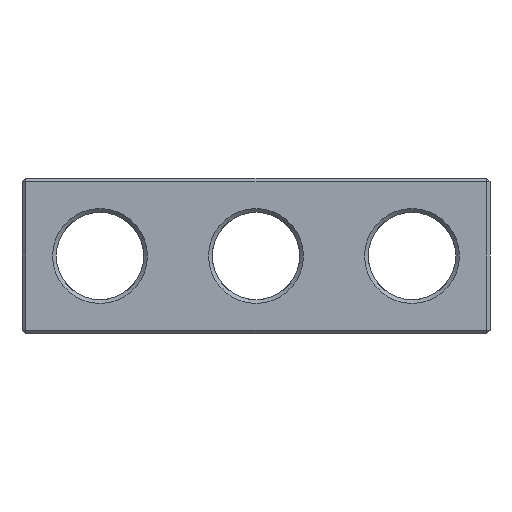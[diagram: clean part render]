
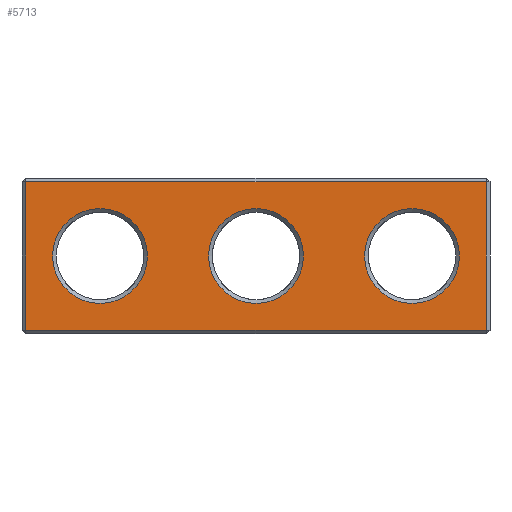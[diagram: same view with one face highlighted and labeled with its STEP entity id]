
A CAD part, front view. The second image highlights one B-rep face of the part: STEP entity #5713.
In plain terms, the highlighted planar face has unit normal (0, -1, 0).
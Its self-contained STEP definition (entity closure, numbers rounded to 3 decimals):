
#843 = PLANE('',#844);
#844 = AXIS2_PLACEMENT_3D('',#845,#846,#847);
#845 = CARTESIAN_POINT('',(-18.75,-6.1,0.15));
#846 = DIRECTION('',(0.,0.707,0.707));
#847 = DIRECTION('',(1.,0.,0.));
#1192 = PLANE('',#1193);
#1193 = AXIS2_PLACEMENT_3D('',#1194,#1195,#1196);
#1194 = CARTESIAN_POINT('',(-18.75,-6.1,12.35));
#1195 = DIRECTION('',(0.,-0.707,0.707));
#1196 = DIRECTION('',(1.,0.,0.));
#2058 = PLANE('',#2059);
#2059 = AXIS2_PLACEMENT_3D('',#2060,#2061,#2062);
#2060 = CARTESIAN_POINT('',(-18.6,-6.1,0.));
#2061 = DIRECTION('',(-0.707,-0.707,0.));
#2062 = DIRECTION('',(0.,0.,1.));
#2420 = VERTEX_POINT('',#2421);
#2421 = CARTESIAN_POINT('',(-18.45,-6.25,0.3));
#2447 = EDGE_CURVE('',#2420,#2448,#2450,.T.);
#2448 = VERTEX_POINT('',#2449);
#2449 = CARTESIAN_POINT('',(18.45,-6.25,0.3));
#2450 = SURFACE_CURVE('',#2451,(#2455,#2462),.PCURVE_S1.);
#2451 = LINE('',#2452,#2453);
#2452 = CARTESIAN_POINT('',(-18.75,-6.25,0.3));
#2453 = VECTOR('',#2454,1.);
#2454 = DIRECTION('',(1.,0.,0.));
#2455 = PCURVE('',#843,#2456);
#2456 = DEFINITIONAL_REPRESENTATION('',(#2457),#2461);
#2457 = LINE('',#2458,#2459);
#2458 = CARTESIAN_POINT('',(0.,-0.212));
#2459 = VECTOR('',#2460,1.);
#2460 = DIRECTION('',(1.,0.));
#2461 = ( GEOMETRIC_REPRESENTATION_CONTEXT(2) 
PARAMETRIC_REPRESENTATION_CONTEXT() REPRESENTATION_CONTEXT('2D SPACE',''
  ) );
#2462 = PCURVE('',#2463,#2468);
#2463 = PLANE('',#2464);
#2464 = AXIS2_PLACEMENT_3D('',#2465,#2466,#2467);
#2465 = CARTESIAN_POINT('',(-18.75,-6.25,0.));
#2466 = DIRECTION('',(0.,1.,0.));
#2467 = DIRECTION('',(1.,0.,0.));
#2468 = DEFINITIONAL_REPRESENTATION('',(#2469),#2473);
#2469 = LINE('',#2470,#2471);
#2470 = CARTESIAN_POINT('',(0.,-0.3));
#2471 = VECTOR('',#2472,1.);
#2472 = DIRECTION('',(1.,0.));
#2473 = ( GEOMETRIC_REPRESENTATION_CONTEXT(2) 
PARAMETRIC_REPRESENTATION_CONTEXT() REPRESENTATION_CONTEXT('2D SPACE',''
  ) );
#3067 = VERTEX_POINT('',#3068);
#3068 = CARTESIAN_POINT('',(-18.45,-6.25,12.2));
#3094 = EDGE_CURVE('',#3067,#3095,#3097,.T.);
#3095 = VERTEX_POINT('',#3096);
#3096 = CARTESIAN_POINT('',(18.45,-6.25,12.2));
#3097 = SURFACE_CURVE('',#3098,(#3102,#3109),.PCURVE_S1.);
#3098 = LINE('',#3099,#3100);
#3099 = CARTESIAN_POINT('',(-18.75,-6.25,12.2));
#3100 = VECTOR('',#3101,1.);
#3101 = DIRECTION('',(1.,0.,0.));
#3102 = PCURVE('',#1192,#3103);
#3103 = DEFINITIONAL_REPRESENTATION('',(#3104),#3108);
#3104 = LINE('',#3105,#3106);
#3105 = CARTESIAN_POINT('',(0.,-0.212));
#3106 = VECTOR('',#3107,1.);
#3107 = DIRECTION('',(1.,0.));
#3108 = ( GEOMETRIC_REPRESENTATION_CONTEXT(2) 
PARAMETRIC_REPRESENTATION_CONTEXT() REPRESENTATION_CONTEXT('2D SPACE',''
  ) );
#3109 = PCURVE('',#2463,#3110);
#3110 = DEFINITIONAL_REPRESENTATION('',(#3111),#3115);
#3111 = LINE('',#3112,#3113);
#3112 = CARTESIAN_POINT('',(0.,-12.2));
#3113 = VECTOR('',#3114,1.);
#3114 = DIRECTION('',(1.,0.));
#3115 = ( GEOMETRIC_REPRESENTATION_CONTEXT(2) 
PARAMETRIC_REPRESENTATION_CONTEXT() REPRESENTATION_CONTEXT('2D SPACE',''
  ) );
#4867 = EDGE_CURVE('',#2420,#3067,#4868,.T.);
#4868 = SURFACE_CURVE('',#4869,(#4873,#4880),.PCURVE_S1.);
#4869 = LINE('',#4870,#4871);
#4870 = CARTESIAN_POINT('',(-18.45,-6.25,0.));
#4871 = VECTOR('',#4872,1.);
#4872 = DIRECTION('',(0.,0.,1.));
#4873 = PCURVE('',#2058,#4874);
#4874 = DEFINITIONAL_REPRESENTATION('',(#4875),#4879);
#4875 = LINE('',#4876,#4877);
#4876 = CARTESIAN_POINT('',(0.,-0.212));
#4877 = VECTOR('',#4878,1.);
#4878 = DIRECTION('',(1.,0.));
#4879 = ( GEOMETRIC_REPRESENTATION_CONTEXT(2) 
PARAMETRIC_REPRESENTATION_CONTEXT() REPRESENTATION_CONTEXT('2D SPACE',''
  ) );
#4880 = PCURVE('',#2463,#4881);
#4881 = DEFINITIONAL_REPRESENTATION('',(#4882),#4886);
#4882 = LINE('',#4883,#4884);
#4883 = CARTESIAN_POINT('',(0.3,0.));
#4884 = VECTOR('',#4885,1.);
#4885 = DIRECTION('',(0.,-1.));
#4886 = ( GEOMETRIC_REPRESENTATION_CONTEXT(2) 
PARAMETRIC_REPRESENTATION_CONTEXT() REPRESENTATION_CONTEXT('2D SPACE',''
  ) );
#5713 = ADVANCED_FACE('',(#5714,#5745,#5776,#5807),#2463,.F.);
#5714 = FACE_BOUND('',#5715,.F.);
#5715 = EDGE_LOOP('',(#5716,#5717,#5718,#5744));
#5716 = ORIENTED_EDGE('',*,*,#4867,.T.);
#5717 = ORIENTED_EDGE('',*,*,#3094,.T.);
#5718 = ORIENTED_EDGE('',*,*,#5719,.F.);
#5719 = EDGE_CURVE('',#2448,#3095,#5720,.T.);
#5720 = SURFACE_CURVE('',#5721,(#5725,#5732),.PCURVE_S1.);
#5721 = LINE('',#5722,#5723);
#5722 = CARTESIAN_POINT('',(18.45,-6.25,0.));
#5723 = VECTOR('',#5724,1.);
#5724 = DIRECTION('',(0.,0.,1.));
#5725 = PCURVE('',#2463,#5726);
#5726 = DEFINITIONAL_REPRESENTATION('',(#5727),#5731);
#5727 = LINE('',#5728,#5729);
#5728 = CARTESIAN_POINT('',(37.2,0.));
#5729 = VECTOR('',#5730,1.);
#5730 = DIRECTION('',(0.,-1.));
#5731 = ( GEOMETRIC_REPRESENTATION_CONTEXT(2) 
PARAMETRIC_REPRESENTATION_CONTEXT() REPRESENTATION_CONTEXT('2D SPACE',''
  ) );
#5732 = PCURVE('',#5733,#5738);
#5733 = PLANE('',#5734);
#5734 = AXIS2_PLACEMENT_3D('',#5735,#5736,#5737);
#5735 = CARTESIAN_POINT('',(18.6,-6.1,0.));
#5736 = DIRECTION('',(0.707,-0.707,0.));
#5737 = DIRECTION('',(0.,0.,1.));
#5738 = DEFINITIONAL_REPRESENTATION('',(#5739),#5743);
#5739 = LINE('',#5740,#5741);
#5740 = CARTESIAN_POINT('',(0.,0.212));
#5741 = VECTOR('',#5742,1.);
#5742 = DIRECTION('',(1.,0.));
#5743 = ( GEOMETRIC_REPRESENTATION_CONTEXT(2) 
PARAMETRIC_REPRESENTATION_CONTEXT() REPRESENTATION_CONTEXT('2D SPACE',''
  ) );
#5744 = ORIENTED_EDGE('',*,*,#2447,.F.);
#5745 = FACE_BOUND('',#5746,.F.);
#5746 = EDGE_LOOP('',(#5747));
#5747 = ORIENTED_EDGE('',*,*,#5748,.F.);
#5748 = EDGE_CURVE('',#5749,#5749,#5751,.T.);
#5749 = VERTEX_POINT('',#5750);
#5750 = CARTESIAN_POINT('',(-16.3,-6.25,6.25));
#5751 = SURFACE_CURVE('',#5752,(#5757,#5764),.PCURVE_S1.);
#5752 = CIRCLE('',#5753,3.8);
#5753 = AXIS2_PLACEMENT_3D('',#5754,#5755,#5756);
#5754 = CARTESIAN_POINT('',(-12.5,-6.25,6.25));
#5755 = DIRECTION('',(0.,1.,0.));
#5756 = DIRECTION('',(-1.,0.,0.));
#5757 = PCURVE('',#2463,#5758);
#5758 = DEFINITIONAL_REPRESENTATION('',(#5759),#5763);
#5759 = CIRCLE('',#5760,3.8);
#5760 = AXIS2_PLACEMENT_2D('',#5761,#5762);
#5761 = CARTESIAN_POINT('',(6.25,-6.25));
#5762 = DIRECTION('',(-1.,0.));
#5763 = ( GEOMETRIC_REPRESENTATION_CONTEXT(2) 
PARAMETRIC_REPRESENTATION_CONTEXT() REPRESENTATION_CONTEXT('2D SPACE',''
  ) );
#5764 = PCURVE('',#5765,#5770);
#5765 = CONICAL_SURFACE('',#5766,3.5,0.785);
#5766 = AXIS2_PLACEMENT_3D('',#5767,#5768,#5769);
#5767 = CARTESIAN_POINT('',(-12.5,-5.95,6.25));
#5768 = DIRECTION('',(0.,-1.,0.));
#5769 = DIRECTION('',(-1.,0.,0.));
#5770 = DEFINITIONAL_REPRESENTATION('',(#5771),#5775);
#5771 = LINE('',#5772,#5773);
#5772 = CARTESIAN_POINT('',(-0.,0.3));
#5773 = VECTOR('',#5774,1.);
#5774 = DIRECTION('',(-1.,0.));
#5775 = ( GEOMETRIC_REPRESENTATION_CONTEXT(2) 
PARAMETRIC_REPRESENTATION_CONTEXT() REPRESENTATION_CONTEXT('2D SPACE',''
  ) );
#5776 = FACE_BOUND('',#5777,.F.);
#5777 = EDGE_LOOP('',(#5778));
#5778 = ORIENTED_EDGE('',*,*,#5779,.F.);
#5779 = EDGE_CURVE('',#5780,#5780,#5782,.T.);
#5780 = VERTEX_POINT('',#5781);
#5781 = CARTESIAN_POINT('',(0.,-6.25,2.45));
#5782 = SURFACE_CURVE('',#5783,(#5788,#5795),.PCURVE_S1.);
#5783 = CIRCLE('',#5784,3.8);
#5784 = AXIS2_PLACEMENT_3D('',#5785,#5786,#5787);
#5785 = CARTESIAN_POINT('',(0.,-6.25,6.25));
#5786 = DIRECTION('',(0.,1.,0.));
#5787 = DIRECTION('',(0.,0.,-1.));
#5788 = PCURVE('',#2463,#5789);
#5789 = DEFINITIONAL_REPRESENTATION('',(#5790),#5794);
#5790 = CIRCLE('',#5791,3.8);
#5791 = AXIS2_PLACEMENT_2D('',#5792,#5793);
#5792 = CARTESIAN_POINT('',(18.75,-6.25));
#5793 = DIRECTION('',(0.,1.));
#5794 = ( GEOMETRIC_REPRESENTATION_CONTEXT(2) 
PARAMETRIC_REPRESENTATION_CONTEXT() REPRESENTATION_CONTEXT('2D SPACE',''
  ) );
#5795 = PCURVE('',#5796,#5801);
#5796 = CONICAL_SURFACE('',#5797,3.8,0.785);
#5797 = AXIS2_PLACEMENT_3D('',#5798,#5799,#5800);
#5798 = CARTESIAN_POINT('',(0.,-6.25,6.25));
#5799 = DIRECTION('',(0.,-1.,0.));
#5800 = DIRECTION('',(0.,0.,-1.));
#5801 = DEFINITIONAL_REPRESENTATION('',(#5802),#5806);
#5802 = LINE('',#5803,#5804);
#5803 = CARTESIAN_POINT('',(-0.,0.));
#5804 = VECTOR('',#5805,1.);
#5805 = DIRECTION('',(-1.,-0.));
#5806 = ( GEOMETRIC_REPRESENTATION_CONTEXT(2) 
PARAMETRIC_REPRESENTATION_CONTEXT() REPRESENTATION_CONTEXT('2D SPACE',''
  ) );
#5807 = FACE_BOUND('',#5808,.F.);
#5808 = EDGE_LOOP('',(#5809));
#5809 = ORIENTED_EDGE('',*,*,#5810,.T.);
#5810 = EDGE_CURVE('',#5811,#5811,#5813,.T.);
#5811 = VERTEX_POINT('',#5812);
#5812 = CARTESIAN_POINT('',(16.3,-6.25,6.25));
#5813 = SURFACE_CURVE('',#5814,(#5819,#5830),.PCURVE_S1.);
#5814 = CIRCLE('',#5815,3.8);
#5815 = AXIS2_PLACEMENT_3D('',#5816,#5817,#5818);
#5816 = CARTESIAN_POINT('',(12.5,-6.25,6.25));
#5817 = DIRECTION('',(0.,-1.,0.));
#5818 = DIRECTION('',(1.,0.,0.));
#5819 = PCURVE('',#2463,#5820);
#5820 = DEFINITIONAL_REPRESENTATION('',(#5821),#5829);
#5821 = ( BOUNDED_CURVE() B_SPLINE_CURVE(2,(#5822,#5823,#5824,#5825,
#5826,#5827,#5828),.UNSPECIFIED.,.T.,.F.) B_SPLINE_CURVE_WITH_KNOTS((1,2
    ,2,2,2,1),(-2.094,0.,2.094,4.189,
6.283,8.378),.UNSPECIFIED.) CURVE() 
GEOMETRIC_REPRESENTATION_ITEM() RATIONAL_B_SPLINE_CURVE((1.,0.5,1.,0.5,
1.,0.5,1.)) REPRESENTATION_ITEM('') );
#5822 = CARTESIAN_POINT('',(35.05,-6.25));
#5823 = CARTESIAN_POINT('',(35.05,-12.832));
#5824 = CARTESIAN_POINT('',(29.35,-9.541));
#5825 = CARTESIAN_POINT('',(23.65,-6.25));
#5826 = CARTESIAN_POINT('',(29.35,-2.959));
#5827 = CARTESIAN_POINT('',(35.05,0.332));
#5828 = CARTESIAN_POINT('',(35.05,-6.25));
#5829 = ( GEOMETRIC_REPRESENTATION_CONTEXT(2) 
PARAMETRIC_REPRESENTATION_CONTEXT() REPRESENTATION_CONTEXT('2D SPACE',''
  ) );
#5830 = PCURVE('',#5831,#5836);
#5831 = CONICAL_SURFACE('',#5832,3.5,0.785);
#5832 = AXIS2_PLACEMENT_3D('',#5833,#5834,#5835);
#5833 = CARTESIAN_POINT('',(12.5,-5.95,6.25));
#5834 = DIRECTION('',(0.,-1.,0.));
#5835 = DIRECTION('',(1.,0.,0.));
#5836 = DEFINITIONAL_REPRESENTATION('',(#5837),#5841);
#5837 = LINE('',#5838,#5839);
#5838 = CARTESIAN_POINT('',(0.,0.3));
#5839 = VECTOR('',#5840,1.);
#5840 = DIRECTION('',(1.,0.));
#5841 = ( GEOMETRIC_REPRESENTATION_CONTEXT(2) 
PARAMETRIC_REPRESENTATION_CONTEXT() REPRESENTATION_CONTEXT('2D SPACE',''
  ) );
